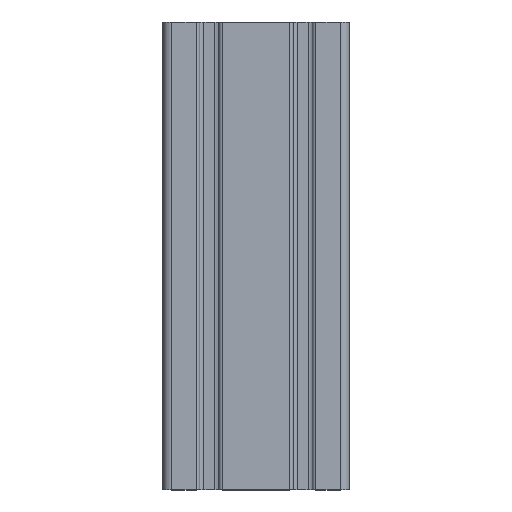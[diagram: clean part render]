
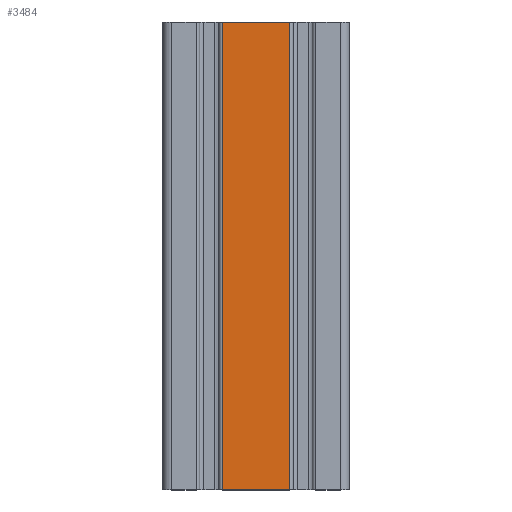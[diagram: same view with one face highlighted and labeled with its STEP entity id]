
A CAD part, top view. The second image highlights one B-rep face of the part: STEP entity #3484.
In plain terms, the highlighted planar face has unit normal (0, 0, 1).
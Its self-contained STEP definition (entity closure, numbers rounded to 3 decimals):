
#58=PLANE('',#3752);
#174=FACE_OUTER_BOUND('',#356,.T.);
#356=EDGE_LOOP('',(#2517,#2518,#2519,#2520));
#611=LINE('',#5544,#931);
#612=LINE('',#5548,#932);
#613=LINE('',#5550,#933);
#614=LINE('',#5551,#934);
#931=VECTOR('',#4435,200.);
#932=VECTOR('',#4440,28.8);
#933=VECTOR('',#4441,200.);
#934=VECTOR('',#4442,28.8);
#1481=VERTEX_POINT('',#5541);
#1482=VERTEX_POINT('',#5543);
#1483=VERTEX_POINT('',#5547);
#1484=VERTEX_POINT('',#5549);
#1910=EDGE_CURVE('',#1481,#1482,#611,.T.);
#1912=EDGE_CURVE('',#1481,#1483,#612,.T.);
#1913=EDGE_CURVE('',#1483,#1484,#613,.T.);
#1914=EDGE_CURVE('',#1482,#1484,#614,.T.);
#2517=ORIENTED_EDGE('',*,*,#1912,.T.);
#2518=ORIENTED_EDGE('',*,*,#1913,.T.);
#2519=ORIENTED_EDGE('',*,*,#1914,.F.);
#2520=ORIENTED_EDGE('',*,*,#1910,.F.);
#3484=ADVANCED_FACE('',(#174),#58,.T.);
#3752=AXIS2_PLACEMENT_3D('',#5546,#4438,#4439);
#4435=DIRECTION('',(0.,-1.,0.));
#4438=DIRECTION('center_axis',(0.,0.,1.));
#4439=DIRECTION('ref_axis',(1.,0.,0.));
#4440=DIRECTION('',(-1.,0.,0.));
#4441=DIRECTION('',(0.,-1.,0.));
#4442=DIRECTION('',(-1.,0.,0.));
#5541=CARTESIAN_POINT('',(14.4,200.,40.));
#5543=CARTESIAN_POINT('',(14.4,0.,40.));
#5544=CARTESIAN_POINT('',(14.4,0.,40.));
#5546=CARTESIAN_POINT('Origin',(-14.4,0.,40.));
#5547=CARTESIAN_POINT('',(-14.4,200.,40.));
#5548=CARTESIAN_POINT('',(-7.2,200.,40.));
#5549=CARTESIAN_POINT('',(-14.4,0.,40.));
#5550=CARTESIAN_POINT('',(-14.4,0.,40.));
#5551=CARTESIAN_POINT('',(-7.2,0.,40.));
